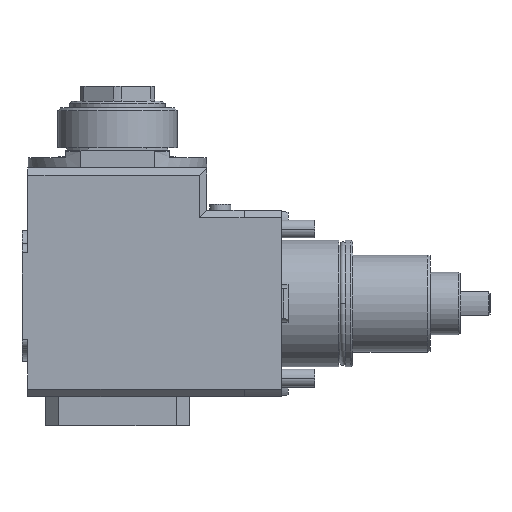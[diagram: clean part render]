
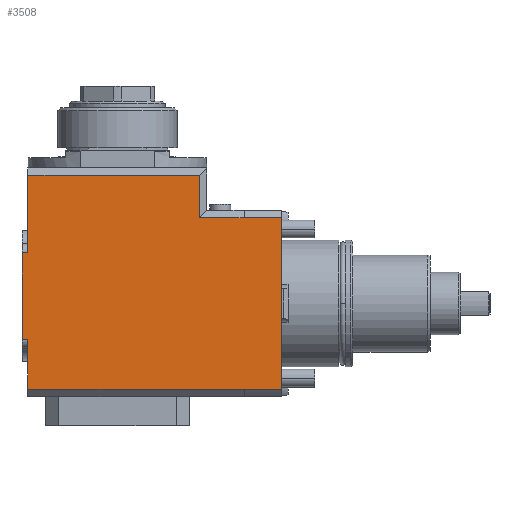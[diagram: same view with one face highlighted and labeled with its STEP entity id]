
A CAD part, front view. The second image highlights one B-rep face of the part: STEP entity #3508.
In plain terms, the highlighted planar face has unit normal (0, -1, 0).
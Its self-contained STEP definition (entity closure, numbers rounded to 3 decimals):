
#1=DIRECTION('',(0.,0.,1.));
#2=VECTOR('',#1,33.5);
#3=CARTESIAN_POINT('',(-170.,-62.5,-57.5));
#4=LINE('',#3,#2);
#5=DIRECTION('',(1.,0.,0.));
#6=VECTOR('',#5,4.);
#7=CARTESIAN_POINT('',(-174.,-62.5,-24.));
#8=LINE('',#7,#6);
#9=DIRECTION('',(1.,0.,0.));
#10=VECTOR('',#9,4.);
#11=CARTESIAN_POINT('',(-174.,-62.5,34.));
#12=LINE('',#11,#10);
#13=DIRECTION('',(0.,0.,1.));
#14=VECTOR('',#13,52.);
#15=CARTESIAN_POINT('',(-170.,-62.5,34.));
#16=LINE('',#15,#14);
#17=DIRECTION('',(-1.,0.,0.));
#18=VECTOR('',#17,115.);
#19=CARTESIAN_POINT('',(-55.,-62.5,86.));
#20=LINE('',#19,#18);
#21=DIRECTION('',(0.,0.,1.));
#22=VECTOR('',#21,28.5);
#23=CARTESIAN_POINT('',(-55.,-62.5,57.5));
#24=LINE('',#23,#22);
#25=DIRECTION('',(-1.,0.,0.));
#26=VECTOR('',#25,30.);
#27=CARTESIAN_POINT('',(-25.,-62.5,57.5));
#28=LINE('',#27,#26);
#29=DIRECTION('',(-1.,0.,0.));
#30=VECTOR('',#29,25.);
#31=CARTESIAN_POINT('',(0.,-62.5,57.609));
#32=LINE('',#31,#30);
#33=DIRECTION('',(-1.,0.,0.));
#34=VECTOR('',#33,25.);
#35=CARTESIAN_POINT('',(0.,-62.5,-57.609));
#36=LINE('',#35,#34);
#37=DIRECTION('',(1.,0.,0.));
#38=VECTOR('',#37,145.);
#39=CARTESIAN_POINT('',(-170.,-62.5,-57.5));
#40=LINE('',#39,#38);
#249=DIRECTION('',(0.,0.,1.));
#250=VECTOR('',#249,58.);
#251=CARTESIAN_POINT('',(-174.,-62.5,-24.));
#252=LINE('',#251,#250);
#647=DIRECTION('',(0.,0.,-1.));
#648=VECTOR('',#647,115.217);
#649=CARTESIAN_POINT('',(0.,-62.5,57.609));
#650=LINE('',#649,#648);
#827=DIRECTION('',(0.,0.,-1.));
#828=VECTOR('',#827,0.109);
#829=CARTESIAN_POINT('',(-25.,-62.5,-57.5));
#830=LINE('',#829,#828);
#927=DIRECTION('',(0.,0.,-1.));
#928=VECTOR('',#927,0.109);
#929=CARTESIAN_POINT('',(-25.,-62.5,57.609));
#930=LINE('',#929,#928);
#2748=CARTESIAN_POINT('',(-170.,-62.5,-57.5));
#2750=VERTEX_POINT('',#2748);
#2755=CARTESIAN_POINT('',(-55.,-62.5,57.5));
#2756=VERTEX_POINT('',#2755);
#2767=CARTESIAN_POINT('',(-170.,-62.5,86.));
#2769=VERTEX_POINT('',#2767);
#2773=CARTESIAN_POINT('',(-55.,-62.5,86.));
#2774=VERTEX_POINT('',#2773);
#2805=CARTESIAN_POINT('',(0.,-62.5,57.609));
#2806=CARTESIAN_POINT('',(0.,-62.5,-57.609));
#2807=VERTEX_POINT('',#2805);
#2808=VERTEX_POINT('',#2806);
#2813=CARTESIAN_POINT('',(-25.,-62.5,-57.609));
#2814=VERTEX_POINT('',#2813);
#2815=CARTESIAN_POINT('',(-25.,-62.5,57.609));
#2816=VERTEX_POINT('',#2815);
#2847=CARTESIAN_POINT('',(-25.,-62.5,-57.5));
#2849=VERTEX_POINT('',#2847);
#2855=CARTESIAN_POINT('',(-25.,-62.5,57.5));
#2857=VERTEX_POINT('',#2855);
#3074=CARTESIAN_POINT('',(-174.,-62.5,-24.));
#3076=VERTEX_POINT('',#3074);
#3077=CARTESIAN_POINT('',(-174.,-62.5,34.));
#3079=VERTEX_POINT('',#3077);
#3113=CARTESIAN_POINT('',(-170.,-62.5,-24.));
#3114=VERTEX_POINT('',#3113);
#3115=CARTESIAN_POINT('',(-170.,-62.5,34.));
#3116=VERTEX_POINT('',#3115);
#3473=CARTESIAN_POINT('',(-25.,-62.5,0.));
#3474=DIRECTION('',(0.,1.,0.));
#3475=DIRECTION('',(0.,0.,-1.));
#3476=AXIS2_PLACEMENT_3D('',#3473,#3474,#3475);
#3477=PLANE('',#3476);
#3479=ORIENTED_EDGE('',*,*,#3478,.T.);
#3481=ORIENTED_EDGE('',*,*,#3480,.F.);
#3483=ORIENTED_EDGE('',*,*,#3482,.T.);
#3485=ORIENTED_EDGE('',*,*,#3484,.T.);
#3487=ORIENTED_EDGE('',*,*,#3486,.T.);
#3489=ORIENTED_EDGE('',*,*,#3488,.F.);
#3491=ORIENTED_EDGE('',*,*,#3490,.F.);
#3493=ORIENTED_EDGE('',*,*,#3492,.F.);
#3495=ORIENTED_EDGE('',*,*,#3494,.F.);
#3497=ORIENTED_EDGE('',*,*,#3496,.F.);
#3499=ORIENTED_EDGE('',*,*,#3498,.T.);
#3501=ORIENTED_EDGE('',*,*,#3500,.T.);
#3503=ORIENTED_EDGE('',*,*,#3502,.F.);
#3505=ORIENTED_EDGE('',*,*,#3504,.F.);
#3506=EDGE_LOOP('',(#3479,#3481,#3483,#3485,#3487,#3489,#3491,#3493,#3495,#3497,
#3499,#3501,#3503,#3505));
#3507=FACE_OUTER_BOUND('',#3506,.F.);
#3508=ADVANCED_FACE('',(#3507),#3477,.F.);
#3478=EDGE_CURVE('',#2750,#3114,#4,.T.);
#3480=EDGE_CURVE('',#3076,#3114,#8,.T.);
#3482=EDGE_CURVE('',#3076,#3079,#252,.T.);
#3484=EDGE_CURVE('',#3079,#3116,#12,.T.);
#3486=EDGE_CURVE('',#3116,#2769,#16,.T.);
#3488=EDGE_CURVE('',#2774,#2769,#20,.T.);
#3490=EDGE_CURVE('',#2756,#2774,#24,.T.);
#3492=EDGE_CURVE('',#2857,#2756,#28,.T.);
#3494=EDGE_CURVE('',#2816,#2857,#930,.T.);
#3496=EDGE_CURVE('',#2807,#2816,#32,.T.);
#3498=EDGE_CURVE('',#2807,#2808,#650,.T.);
#3500=EDGE_CURVE('',#2808,#2814,#36,.T.);
#3502=EDGE_CURVE('',#2849,#2814,#830,.T.);
#3504=EDGE_CURVE('',#2750,#2849,#40,.T.);
